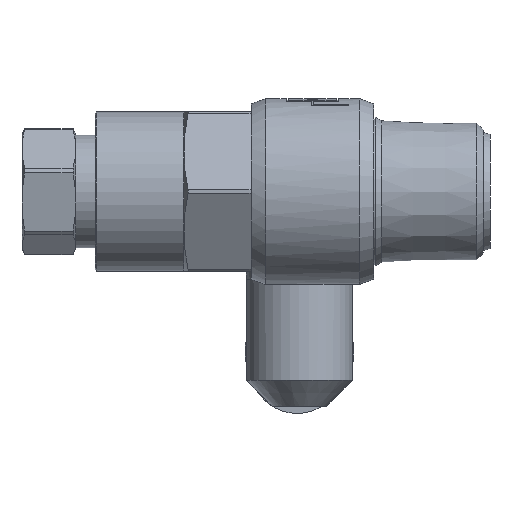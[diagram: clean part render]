
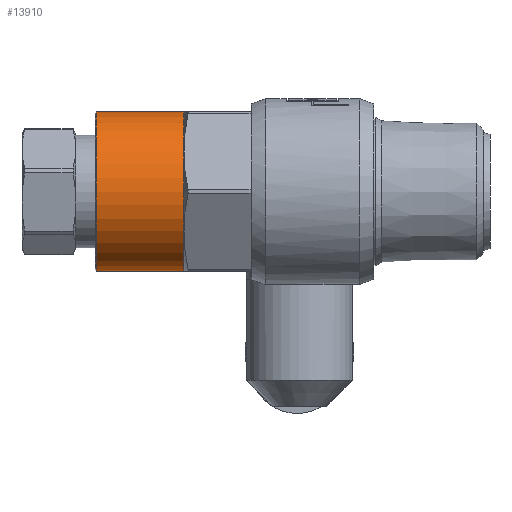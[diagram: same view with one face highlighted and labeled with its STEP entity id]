
A CAD part, left-side view. The second image highlights one B-rep face of the part: STEP entity #13910.
In plain terms, the highlighted cylindrical face has radius 12 mm (diameter 24 mm), a full revolution.
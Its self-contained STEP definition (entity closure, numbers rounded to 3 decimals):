
#13220=CARTESIAN_POINT('',(-10.392,46.1,6.));
#13221=VERTEX_POINT('',#13220);
#13244=CARTESIAN_POINT('',(0.,46.1,12.));
#13245=VERTEX_POINT('',#13244);
#13259=CARTESIAN_POINT('',(0.,46.1,0.0));
#13260=DIRECTION('',(0.0,1.0,0.0));
#13261=DIRECTION('',(1.0,0.0,0.0));
#13262=AXIS2_PLACEMENT_3D('',#13259,#13260,#13261);
#13263=CIRCLE('',#13262,12.);
#13264=EDGE_CURVE('',#13221,#13245,#13263,.T.);
#13276=CARTESIAN_POINT('',(-10.392,46.1,-6.));
#13277=VERTEX_POINT('',#13276);
#13313=CARTESIAN_POINT('',(0.,46.1,0.0));
#13314=DIRECTION('',(0.0,1.0,0.0));
#13315=DIRECTION('',(1.0,0.0,0.0));
#13316=AXIS2_PLACEMENT_3D('',#13313,#13314,#13315);
#13317=CIRCLE('',#13316,12.);
#13318=EDGE_CURVE('',#13277,#13221,#13317,.T.);
#13343=CARTESIAN_POINT('',(0.,46.1,-12.));
#13344=VERTEX_POINT('',#13343);
#13345=CARTESIAN_POINT('',(0.,46.1,0.0));
#13346=DIRECTION('',(0.0,1.0,0.0));
#13347=DIRECTION('',(1.0,0.0,0.0));
#13348=AXIS2_PLACEMENT_3D('',#13345,#13346,#13347);
#13349=CIRCLE('',#13348,12.);
#13350=EDGE_CURVE('',#13344,#13277,#13349,.T.);
#13397=CARTESIAN_POINT('',(10.392,46.1,-6.));
#13398=VERTEX_POINT('',#13397);
#13399=CARTESIAN_POINT('',(0.,46.1,0.0));
#13400=DIRECTION('',(0.0,1.0,0.0));
#13401=DIRECTION('',(1.0,0.0,0.0));
#13402=AXIS2_PLACEMENT_3D('',#13399,#13400,#13401);
#13403=CIRCLE('',#13402,12.);
#13404=EDGE_CURVE('',#13398,#13344,#13403,.T.);
#13451=CARTESIAN_POINT('',(10.392,46.1,6.));
#13452=VERTEX_POINT('',#13451);
#13453=CARTESIAN_POINT('',(0.,46.1,0.0));
#13454=DIRECTION('',(0.0,1.0,0.0));
#13455=DIRECTION('',(1.0,0.0,0.0));
#13456=AXIS2_PLACEMENT_3D('',#13453,#13454,#13455);
#13457=CIRCLE('',#13456,12.);
#13458=EDGE_CURVE('',#13452,#13398,#13457,.T.);
#13505=CARTESIAN_POINT('',(0.,46.1,0.0));
#13506=DIRECTION('',(0.0,1.0,0.0));
#13507=DIRECTION('',(1.0,0.0,0.0));
#13508=AXIS2_PLACEMENT_3D('',#13505,#13506,#13507);
#13509=CIRCLE('',#13508,12.);
#13510=EDGE_CURVE('',#13245,#13452,#13509,.T.);
#13873=CARTESIAN_POINT('',(12.,59.3,0.));
#13874=VERTEX_POINT('',#13873);
#13875=CARTESIAN_POINT('',(0.,59.3,0.0));
#13876=DIRECTION('',(0.0,1.0,0.0));
#13877=DIRECTION('',(-1.0,0.0,0.0));
#13878=AXIS2_PLACEMENT_3D('',#13875,#13876,#13877);
#13879=CIRCLE('',#13878,12.);
#13880=EDGE_CURVE('',#13874,#13874,#13879,.T.);
#13894=CARTESIAN_POINT('',(0.,47.75,0.0));
#13895=DIRECTION('',(0.,-1.0,0.0));
#13896=DIRECTION('',(1.0,0.0,0.0));
#13897=AXIS2_PLACEMENT_3D('',#13894,#13895,#13896);
#13898=CYLINDRICAL_SURFACE('',#13897,12.);
#13899=ORIENTED_EDGE('',*,*,#13458,.T.);
#13900=ORIENTED_EDGE('',*,*,#13404,.T.);
#13901=ORIENTED_EDGE('',*,*,#13350,.T.);
#13902=ORIENTED_EDGE('',*,*,#13318,.T.);
#13903=ORIENTED_EDGE('',*,*,#13264,.T.);
#13904=ORIENTED_EDGE('',*,*,#13510,.T.);
#13905=EDGE_LOOP('',(#13899,#13900,#13901,#13902,#13903,#13904));
#13906=FACE_OUTER_BOUND('',#13905,.T.);
#13907=ORIENTED_EDGE('',*,*,#13880,.F.);
#13908=EDGE_LOOP('',(#13907));
#13909=FACE_BOUND('',#13908,.T.);
#13910=ADVANCED_FACE('',(#13906,#13909),#13898,.T.);
